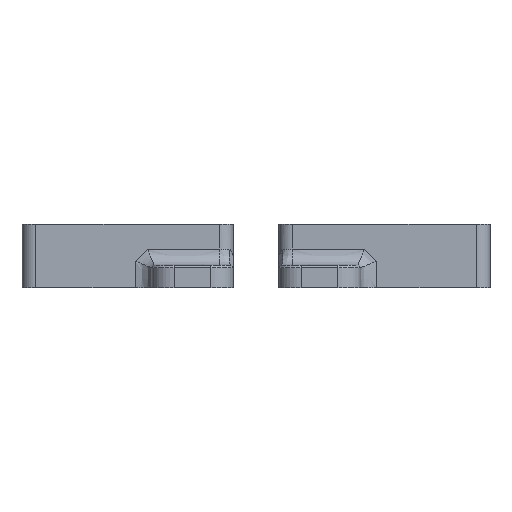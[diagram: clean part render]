
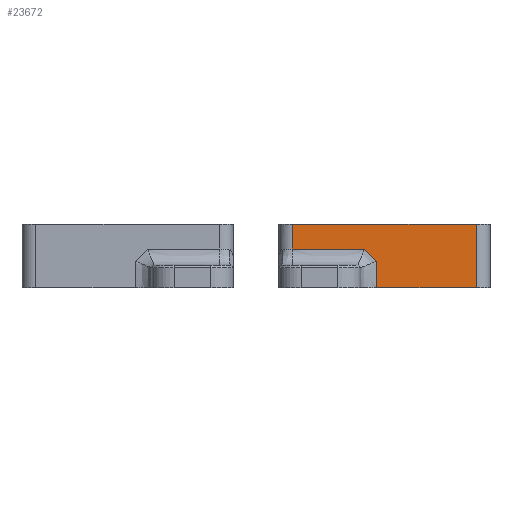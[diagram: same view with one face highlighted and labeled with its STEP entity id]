
A CAD part, left-side view. The second image highlights one B-rep face of the part: STEP entity #23672.
In plain terms, the highlighted planar face has unit normal (-1, 0, 0).
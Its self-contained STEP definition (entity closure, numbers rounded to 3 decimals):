
#87=LINE('',#34472,#3375);
#90=LINE('',#34479,#3378);
#91=LINE('',#34481,#3379);
#92=LINE('',#34482,#3380);
#3375=VECTOR('',#27310,10.);
#3378=VECTOR('',#27317,10.);
#3379=VECTOR('',#27318,10.);
#3380=VECTOR('',#27319,10.);
#6652=PLANE('',#25475);
#8422=FACE_OUTER_BOUND('',#10207,.T.);
#10207=EDGE_LOOP('',(#17025,#17026,#17027,#17028,#17029,#17030,#17031));
#11991=B_SPLINE_CURVE_WITH_KNOTS('',3,(#34182,#34183,#34184,#34185),
 .UNSPECIFIED.,.F.,.F.,(4,4),(-0.44,0.146),.UNSPECIFIED.);
#11993=B_SPLINE_CURVE_WITH_KNOTS('',3,(#34229,#34230,#34231,#34232),
 .UNSPECIFIED.,.F.,.F.,(4,4),(-0.146,0.231),
 .UNSPECIFIED.);
#12001=B_SPLINE_CURVE_WITH_KNOTS('',3,(#34346,#34347,#34348,#34349),
 .UNSPECIFIED.,.F.,.F.,(4,4),(-2.21,-0.623),
 .UNSPECIFIED.);
#12031=VERTEX_POINT('',#34167);
#12032=VERTEX_POINT('',#34181);
#12033=VERTEX_POINT('',#34228);
#12037=VERTEX_POINT('',#34286);
#12060=VERTEX_POINT('',#34469);
#12061=VERTEX_POINT('',#34471);
#12064=VERTEX_POINT('',#34480);
#13597=EDGE_CURVE('',#12031,#12032,#11991,.T.);
#13599=EDGE_CURVE('',#12032,#12033,#11993,.T.);
#13607=EDGE_CURVE('',#12033,#12037,#12001,.T.);
#13641=EDGE_CURVE('',#12060,#12061,#87,.T.);
#13645=EDGE_CURVE('',#12031,#12061,#90,.T.);
#13646=EDGE_CURVE('',#12060,#12064,#91,.T.);
#13647=EDGE_CURVE('',#12037,#12064,#92,.T.);
#17025=ORIENTED_EDGE('',*,*,#13597,.F.);
#17026=ORIENTED_EDGE('',*,*,#13645,.T.);
#17027=ORIENTED_EDGE('',*,*,#13641,.F.);
#17028=ORIENTED_EDGE('',*,*,#13646,.T.);
#17029=ORIENTED_EDGE('',*,*,#13647,.F.);
#17030=ORIENTED_EDGE('',*,*,#13607,.F.);
#17031=ORIENTED_EDGE('',*,*,#13599,.F.);
#23672=ADVANCED_FACE('',(#8422),#6652,.T.);
#25475=AXIS2_PLACEMENT_3D('',#34478,#27315,#27316);
#27310=DIRECTION('',(0.,0.,-1.));
#27315=DIRECTION('center_axis',(-1.,0.,0.));
#27316=DIRECTION('ref_axis',(0.,-1.,0.));
#27317=DIRECTION('',(0.,-1.,0.));
#27318=DIRECTION('',(0.,1.,0.));
#27319=DIRECTION('',(0.,0.,1.));
#34167=CARTESIAN_POINT('',(85.1,138.891,0.));
#34181=CARTESIAN_POINT('',(85.1,138.891,5.865));
#34182=CARTESIAN_POINT('Ctrl Pts',(85.1,138.891,0.));
#34183=CARTESIAN_POINT('Ctrl Pts',(85.1,138.891,1.955));
#34184=CARTESIAN_POINT('Ctrl Pts',(85.1,138.891,3.91));
#34185=CARTESIAN_POINT('Ctrl Pts',(85.1,138.891,5.865));
#34228=CARTESIAN_POINT('',(85.1,141.561,8.536));
#34229=CARTESIAN_POINT('Ctrl Pts',(85.1,138.891,5.865));
#34230=CARTESIAN_POINT('Ctrl Pts',(85.1,139.781,6.755));
#34231=CARTESIAN_POINT('Ctrl Pts',(85.1,140.671,7.646));
#34232=CARTESIAN_POINT('Ctrl Pts',(85.1,141.561,8.536));
#34286=CARTESIAN_POINT('',(85.1,157.426,8.536));
#34346=CARTESIAN_POINT('Ctrl Pts',(85.1,141.561,8.536));
#34347=CARTESIAN_POINT('Ctrl Pts',(85.1,146.85,8.536));
#34348=CARTESIAN_POINT('Ctrl Pts',(85.1,152.136,8.536));
#34349=CARTESIAN_POINT('Ctrl Pts',(85.1,157.426,8.536));
#34469=CARTESIAN_POINT('',(85.1,117.,14.));
#34471=CARTESIAN_POINT('',(85.1,117.,0.));
#34472=CARTESIAN_POINT('',(85.1,117.,0.));
#34478=CARTESIAN_POINT('Origin',(85.1,160.426,0.));
#34479=CARTESIAN_POINT('',(85.1,140.426,0.));
#34480=CARTESIAN_POINT('',(85.1,157.426,14.));
#34481=CARTESIAN_POINT('',(85.1,148.82,14.));
#34482=CARTESIAN_POINT('',(85.1,157.426,4.359));
